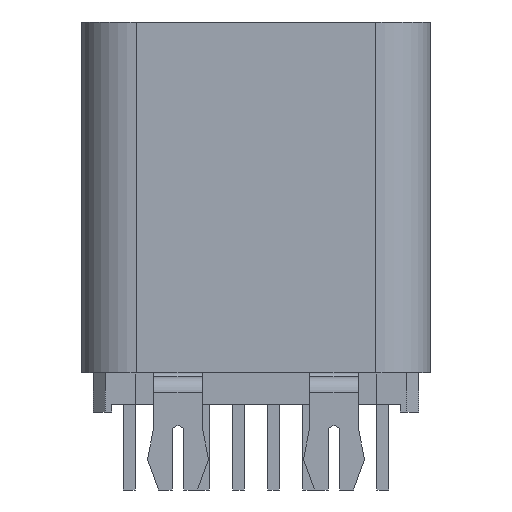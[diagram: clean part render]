
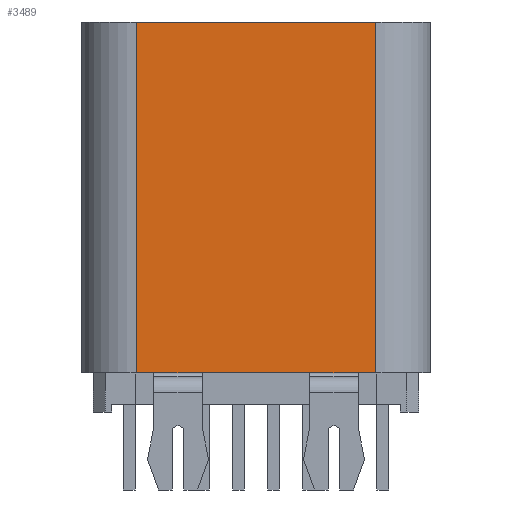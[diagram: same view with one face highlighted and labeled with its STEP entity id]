
A CAD part, front view. The second image highlights one B-rep face of the part: STEP entity #3489.
In plain terms, the highlighted planar face has unit normal (0, -1, 0).
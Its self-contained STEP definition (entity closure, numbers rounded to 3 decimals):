
#76 = AXIS2_PLACEMENT_3D ( 'NONE', #2604, #4631, #7669 ) ;
#106 = LINE ( 'NONE', #6968, #438 ) ;
#115 = ORIENTED_EDGE ( 'NONE', *, *, #2183, .T. ) ;
#438 = VECTOR ( 'NONE', #2617, 1000. ) ;
#542 = LINE ( 'NONE', #2917, #7301 ) ;
#662 = PLANE ( 'NONE',  #76 ) ;
#880 = CARTESIAN_POINT ( 'NONE',  ( -3.07, -1.58, 1. ) ) ;
#913 = LINE ( 'NONE', #880, #5356 ) ;
#994 = VERTEX_POINT ( 'NONE', #1394 ) ;
#1087 = ORIENTED_EDGE ( 'NONE', *, *, #7464, .F. ) ;
#1104 = CARTESIAN_POINT ( 'NONE',  ( 3.07, -1.58, 1. ) ) ;
#1268 = EDGE_CURVE ( 'NONE', #4659, #3445, #2741, .T. ) ;
#1369 = FACE_OUTER_BOUND ( 'NONE', #4130, .T. ) ;
#1394 = CARTESIAN_POINT ( 'NONE',  ( -1.375, -1.58, 1. ) ) ;
#1414 = CARTESIAN_POINT ( 'NONE',  ( 3.07, -1.58, 1. ) ) ;
#1537 = EDGE_CURVE ( 'NONE', #5048, #4659, #913, .T. ) ;
#1686 = ORIENTED_EDGE ( 'NONE', *, *, #1268, .F. ) ;
#1902 = VECTOR ( 'NONE', #7905, 1000. ) ;
#2111 = ORIENTED_EDGE ( 'NONE', *, *, #5875, .F. ) ;
#2183 = EDGE_CURVE ( 'NONE', #5048, #5552, #3254, .T. ) ;
#2196 = CARTESIAN_POINT ( 'NONE',  ( 3.07, -1.58, 10. ) ) ;
#2324 = VERTEX_POINT ( 'NONE', #4270 ) ;
#2368 = LINE ( 'NONE', #4822, #4740 ) ;
#2576 = DIRECTION ( 'NONE',  ( 0., 0., 1. ) ) ;
#2604 = CARTESIAN_POINT ( 'NONE',  ( -3.07, -1.58, 1. ) ) ;
#2617 = DIRECTION ( 'NONE',  ( -1., 0., 0. ) ) ;
#2741 = LINE ( 'NONE', #2885, #7424 ) ;
#2828 = ORIENTED_EDGE ( 'NONE', *, *, #3656, .T. ) ;
#2885 = CARTESIAN_POINT ( 'NONE',  ( 2.775, -1.58, 1. ) ) ;
#2917 = CARTESIAN_POINT ( 'NONE',  ( -3.07, -1.58, 1. ) ) ;
#3254 = LINE ( 'NONE', #1414, #3529 ) ;
#3263 = ORIENTED_EDGE ( 'NONE', *, *, #7458, .F. ) ;
#3372 = DIRECTION ( 'NONE',  ( -1., 0., 0. ) ) ;
#3445 = VERTEX_POINT ( 'NONE', #4435 ) ;
#3489 = ADVANCED_FACE ( 'NONE', ( #1369 ), #662, .T. ) ;
#3529 = VECTOR ( 'NONE', #2576, 1000. ) ;
#3656 = EDGE_CURVE ( 'NONE', #4283, #994, #5975, .T. ) ;
#3682 = CARTESIAN_POINT ( 'NONE',  ( 2.625, -1.58, 1. ) ) ;
#4130 = EDGE_LOOP ( 'NONE', ( #6210, #3263, #1087, #2828, #2111, #1686, #7948, #115 ) ) ;
#4222 = DIRECTION ( 'NONE',  ( -1., 0., 0. ) ) ;
#4270 = CARTESIAN_POINT ( 'NONE',  ( -3.07, -1.58, 10. ) ) ;
#4283 = VERTEX_POINT ( 'NONE', #5330 ) ;
#4435 = CARTESIAN_POINT ( 'NONE',  ( 1.375, -1.58, 1. ) ) ;
#4631 = DIRECTION ( 'NONE',  ( 0., -1., 0. ) ) ;
#4659 = VERTEX_POINT ( 'NONE', #3682 ) ;
#4740 = VECTOR ( 'NONE', #4222, 1000. ) ;
#4822 = CARTESIAN_POINT ( 'NONE',  ( -3.07, -1.58, 1. ) ) ;
#5048 = VERTEX_POINT ( 'NONE', #1104 ) ;
#5134 = VERTEX_POINT ( 'NONE', #7459 ) ;
#5330 = CARTESIAN_POINT ( 'NONE',  ( -2.625, -1.58, 1. ) ) ;
#5356 = VECTOR ( 'NONE', #3372, 1000. ) ;
#5376 = DIRECTION ( 'NONE',  ( -1., 0., 0. ) ) ;
#5497 = CARTESIAN_POINT ( 'NONE',  ( -2.775, -1.58, 1. ) ) ;
#5552 = VERTEX_POINT ( 'NONE', #2196 ) ;
#5875 = EDGE_CURVE ( 'NONE', #3445, #994, #542, .T. ) ;
#5975 = LINE ( 'NONE', #5497, #6186 ) ;
#6186 = VECTOR ( 'NONE', #6746, 1000. ) ;
#6210 = ORIENTED_EDGE ( 'NONE', *, *, #6685, .T. ) ;
#6455 = DIRECTION ( 'NONE',  ( -1., 0., 0. ) ) ;
#6574 = CARTESIAN_POINT ( 'NONE',  ( -3.07, -1.58, 1. ) ) ;
#6685 = EDGE_CURVE ( 'NONE', #5552, #2324, #106, .T. ) ;
#6746 = DIRECTION ( 'NONE',  ( 1., 0., 0. ) ) ;
#6968 = CARTESIAN_POINT ( 'NONE',  ( -3.07, -1.58, 10. ) ) ;
#7288 = LINE ( 'NONE', #6574, #1902 ) ;
#7301 = VECTOR ( 'NONE', #5376, 1000. ) ;
#7424 = VECTOR ( 'NONE', #6455, 1000. ) ;
#7458 = EDGE_CURVE ( 'NONE', #5134, #2324, #7288, .T. ) ;
#7459 = CARTESIAN_POINT ( 'NONE',  ( -3.07, -1.58, 1. ) ) ;
#7464 = EDGE_CURVE ( 'NONE', #4283, #5134, #2368, .T. ) ;
#7669 = DIRECTION ( 'NONE',  ( 0., 0., 1. ) ) ;
#7905 = DIRECTION ( 'NONE',  ( 0., 0., 1. ) ) ;
#7948 = ORIENTED_EDGE ( 'NONE', *, *, #1537, .F. ) ;
